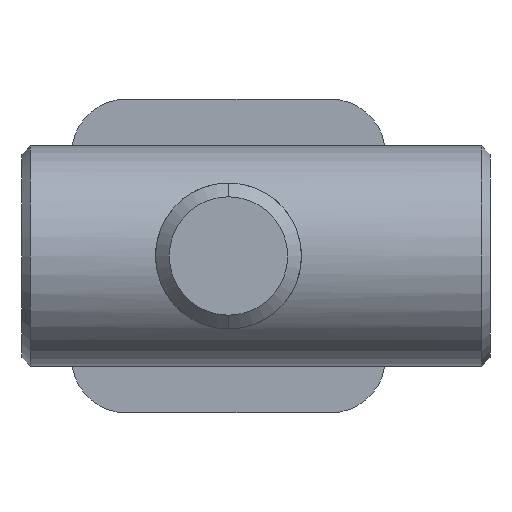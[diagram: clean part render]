
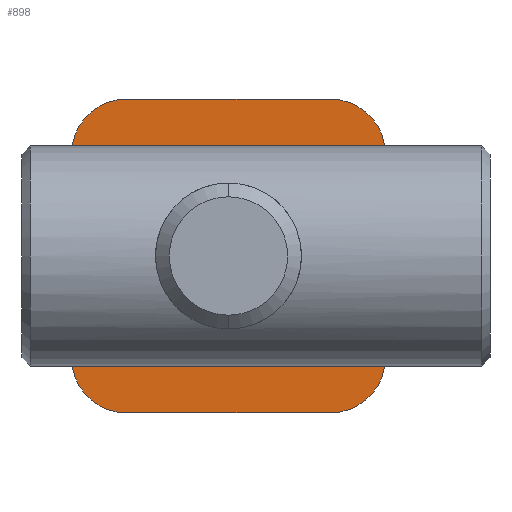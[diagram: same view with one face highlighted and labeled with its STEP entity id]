
A CAD part, left-side view. The second image highlights one B-rep face of the part: STEP entity #898.
In plain terms, the highlighted planar face has unit normal (-1, 0, 0).
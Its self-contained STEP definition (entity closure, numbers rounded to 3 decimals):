
#1 = VERTEX_POINT ( 'NONE', #778 ) ;
#6 = ORIENTED_EDGE ( 'NONE', *, *, #1456, .F. ) ;
#8 = DIRECTION ( 'NONE',  ( 0., 0., 1. ) ) ;
#50 = VERTEX_POINT ( 'NONE', #665 ) ;
#64 = VECTOR ( 'NONE', #243, 1000. ) ;
#110 = CARTESIAN_POINT ( 'NONE',  ( 1.5, 0., 0. ) ) ;
#168 = CARTESIAN_POINT ( 'NONE',  ( 1.5, 3.7, -5.7 ) ) ;
#185 = CIRCLE ( 'NONE', #1361, 3. ) ;
#202 = DIRECTION ( 'NONE',  ( 0., 0., -1. ) ) ;
#229 = VECTOR ( 'NONE', #1876, 1000. ) ;
#243 = DIRECTION ( 'NONE',  ( 0., 1., 0. ) ) ;
#260 = CARTESIAN_POINT ( 'NONE',  ( 1.5, -3.7, 5.7 ) ) ;
#264 = AXIS2_PLACEMENT_3D ( 'NONE', #1404, #1707, #1239 ) ;
#266 = DIRECTION ( 'NONE',  ( -1., 0., 0. ) ) ;
#333 = CARTESIAN_POINT ( 'NONE',  ( 1.5, -3.7, -3.7 ) ) ;
#431 = CARTESIAN_POINT ( 'NONE',  ( 1.5, -3.7, -5.7 ) ) ;
#446 = CIRCLE ( 'NONE', #1389, 2. ) ;
#475 = DIRECTION ( 'NONE',  ( 0., 0., -1. ) ) ;
#485 = ORIENTED_EDGE ( 'NONE', *, *, #1484, .F. ) ;
#492 = EDGE_CURVE ( 'NONE', #1899, #1148, #1788, .T. ) ;
#507 = VERTEX_POINT ( 'NONE', #260 ) ;
#538 = VERTEX_POINT ( 'NONE', #1480 ) ;
#554 = ORIENTED_EDGE ( 'NONE', *, *, #1770, .F. ) ;
#568 = DIRECTION ( 'NONE',  ( 0., 0., 1. ) ) ;
#578 = DIRECTION ( 'NONE',  ( 0., 0., -1. ) ) ;
#595 = CIRCLE ( 'NONE', #633, 2. ) ;
#626 = DIRECTION ( 'NONE',  ( -1., 0., 0. ) ) ;
#633 = AXIS2_PLACEMENT_3D ( 'NONE', #1780, #1630, #568 ) ;
#641 = DIRECTION ( 'NONE',  ( 1., 0., 0. ) ) ;
#663 = EDGE_CURVE ( 'NONE', #1406, #1, #1356, .T. ) ;
#665 = CARTESIAN_POINT ( 'NONE',  ( 1.5, -5.7, -3.7 ) ) ;
#666 = DIRECTION ( 'NONE',  ( 1., 0., 0. ) ) ;
#676 = CARTESIAN_POINT ( 'NONE',  ( 1.5, 0., -5.7 ) ) ;
#752 = LINE ( 'NONE', #1253, #1696 ) ;
#778 = CARTESIAN_POINT ( 'NONE',  ( 1.5, 5.7, 3.7 ) ) ;
#791 = ORIENTED_EDGE ( 'NONE', *, *, #663, .F. ) ;
#836 = ORIENTED_EDGE ( 'NONE', *, *, #492, .F. ) ;
#898 = ADVANCED_FACE ( 'NONE', ( #1590, #1534 ), #1730, .F. ) ;
#911 = ORIENTED_EDGE ( 'NONE', *, *, #1269, .F. ) ;
#958 = CARTESIAN_POINT ( 'NONE',  ( 1.5, 5.7, -3.7 ) ) ;
#1032 = EDGE_CURVE ( 'NONE', #1864, #50, #752, .T. ) ;
#1047 = VERTEX_POINT ( 'NONE', #1232 ) ;
#1114 = AXIS2_PLACEMENT_3D ( 'NONE', #1743, #1289, #202 ) ;
#1148 = VERTEX_POINT ( 'NONE', #168 ) ;
#1155 = AXIS2_PLACEMENT_3D ( 'NONE', #1427, #666, #1726 ) ;
#1232 = CARTESIAN_POINT ( 'NONE',  ( 1.5, 3.7, 5.7 ) ) ;
#1239 = DIRECTION ( 'NONE',  ( 0., 0., 1. ) ) ;
#1253 = CARTESIAN_POINT ( 'NONE',  ( 1.5, -5.7, 0. ) ) ;
#1269 = EDGE_CURVE ( 'NONE', #50, #1899, #446, .T. ) ;
#1272 = EDGE_CURVE ( 'NONE', #1148, #1406, #1972, .T. ) ;
#1281 = CARTESIAN_POINT ( 'NONE',  ( 1.5, 0., 5.7 ) ) ;
#1289 = DIRECTION ( 'NONE',  ( 1., 0., 0. ) ) ;
#1310 = VECTOR ( 'NONE', #1741, 1000. ) ;
#1356 = LINE ( 'NONE', #1892, #1310 ) ;
#1361 = AXIS2_PLACEMENT_3D ( 'NONE', #1503, #626, #1853 ) ;
#1389 = AXIS2_PLACEMENT_3D ( 'NONE', #333, #641, #8 ) ;
#1394 = CIRCLE ( 'NONE', #1155, 2. ) ;
#1400 = CIRCLE ( 'NONE', #1417, 3. ) ;
#1404 = CARTESIAN_POINT ( 'NONE',  ( 1.5, 3.7, -3.7 ) ) ;
#1406 = VERTEX_POINT ( 'NONE', #958 ) ;
#1417 = AXIS2_PLACEMENT_3D ( 'NONE', #110, #266, #578 ) ;
#1427 = CARTESIAN_POINT ( 'NONE',  ( 1.5, 3.7, 3.7 ) ) ;
#1435 = VERTEX_POINT ( 'NONE', #1610 ) ;
#1456 = EDGE_CURVE ( 'NONE', #1, #1047, #1394, .T. ) ;
#1459 = EDGE_LOOP ( 'NONE', ( #1634, #1532 ) ) ;
#1480 = CARTESIAN_POINT ( 'NONE',  ( 1.5, 0., 3. ) ) ;
#1484 = EDGE_CURVE ( 'NONE', #1047, #507, #1763, .T. ) ;
#1503 = CARTESIAN_POINT ( 'NONE',  ( 1.5, 0., 0. ) ) ;
#1532 = ORIENTED_EDGE ( 'NONE', *, *, #1669, .F. ) ;
#1534 = FACE_OUTER_BOUND ( 'NONE', #1574, .T. ) ;
#1574 = EDGE_LOOP ( 'NONE', ( #1912, #554, #485, #6, #791, #1581, #836, #911 ) ) ;
#1581 = ORIENTED_EDGE ( 'NONE', *, *, #1272, .F. ) ;
#1590 = FACE_BOUND ( 'NONE', #1459, .T. ) ;
#1610 = CARTESIAN_POINT ( 'NONE',  ( 1.5, 0., -3. ) ) ;
#1630 = DIRECTION ( 'NONE',  ( 1., 0., 0. ) ) ;
#1632 = EDGE_CURVE ( 'NONE', #1435, #538, #1400, .T. ) ;
#1634 = ORIENTED_EDGE ( 'NONE', *, *, #1632, .F. ) ;
#1669 = EDGE_CURVE ( 'NONE', #538, #1435, #185, .T. ) ;
#1696 = VECTOR ( 'NONE', #475, 1000. ) ;
#1707 = DIRECTION ( 'NONE',  ( 1., 0., 0. ) ) ;
#1726 = DIRECTION ( 'NONE',  ( 0., 0., 1. ) ) ;
#1730 = PLANE ( 'NONE',  #1114 ) ;
#1741 = DIRECTION ( 'NONE',  ( 0., 0., 1. ) ) ;
#1743 = CARTESIAN_POINT ( 'NONE',  ( 1.5, 0., 0. ) ) ;
#1763 = LINE ( 'NONE', #1281, #229 ) ;
#1770 = EDGE_CURVE ( 'NONE', #507, #1864, #595, .T. ) ;
#1780 = CARTESIAN_POINT ( 'NONE',  ( 1.5, -3.7, 3.7 ) ) ;
#1788 = LINE ( 'NONE', #676, #64 ) ;
#1853 = DIRECTION ( 'NONE',  ( 0., 0., -1. ) ) ;
#1864 = VERTEX_POINT ( 'NONE', #1930 ) ;
#1876 = DIRECTION ( 'NONE',  ( 0., -1., 0. ) ) ;
#1892 = CARTESIAN_POINT ( 'NONE',  ( 1.5, 5.7, 0. ) ) ;
#1899 = VERTEX_POINT ( 'NONE', #431 ) ;
#1912 = ORIENTED_EDGE ( 'NONE', *, *, #1032, .F. ) ;
#1930 = CARTESIAN_POINT ( 'NONE',  ( 1.5, -5.7, 3.7 ) ) ;
#1972 = CIRCLE ( 'NONE', #264, 2. ) ;
